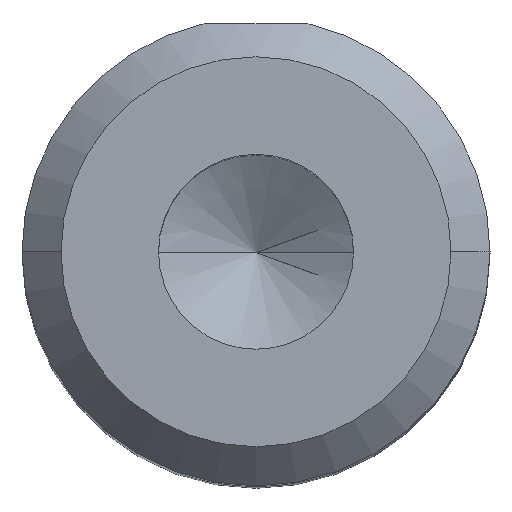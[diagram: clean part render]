
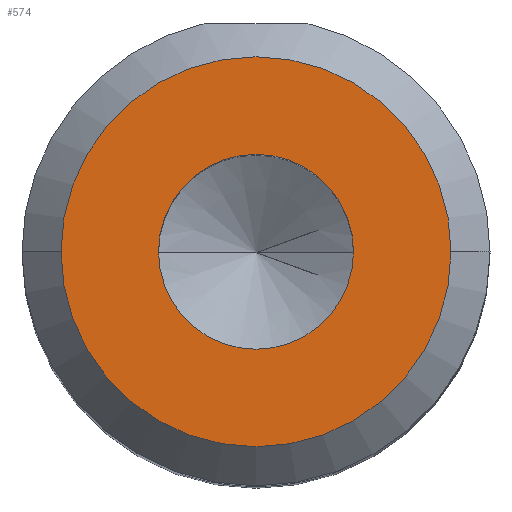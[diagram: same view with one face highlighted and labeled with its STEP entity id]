
A CAD part, top view. The second image highlights one B-rep face of the part: STEP entity #574.
In plain terms, the highlighted planar face has unit normal (0, 0, 1).
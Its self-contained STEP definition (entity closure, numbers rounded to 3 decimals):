
#19 = DIRECTION ( 'NONE',  ( 1., 0., 0. ) ) ;
#33 = AXIS2_PLACEMENT_3D ( 'NONE', #47, #738, #144 ) ;
#47 = CARTESIAN_POINT ( 'NONE',  ( 0., 0., 20. ) ) ;
#77 = CIRCLE ( 'NONE', #673, 2.5 ) ;
#144 = DIRECTION ( 'NONE',  ( 1., 0., 0. ) ) ;
#150 = AXIS2_PLACEMENT_3D ( 'NONE', #948, #1146, #563 ) ;
#159 = CARTESIAN_POINT ( 'NONE',  ( 0., 0., 20. ) ) ;
#166 = PLANE ( 'NONE',  #150 ) ;
#189 = ORIENTED_EDGE ( 'NONE', *, *, #847, .F. ) ;
#265 = DIRECTION ( 'NONE',  ( 1., 0., 0. ) ) ;
#268 = VERTEX_POINT ( 'NONE', #449 ) ;
#289 = CARTESIAN_POINT ( 'NONE',  ( -5., 0., 20. ) ) ;
#305 = AXIS2_PLACEMENT_3D ( 'NONE', #159, #845, #265 ) ;
#311 = CARTESIAN_POINT ( 'NONE',  ( 0., 0., 20. ) ) ;
#412 = DIRECTION ( 'NONE',  ( 1., 0., 0. ) ) ;
#449 = CARTESIAN_POINT ( 'NONE',  ( 2.5, 0., 20. ) ) ;
#486 = EDGE_LOOP ( 'NONE', ( #938, #189 ) ) ;
#517 = CIRCLE ( 'NONE', #33, 5. ) ;
#543 = AXIS2_PLACEMENT_3D ( 'NONE', #311, #991, #412 ) ;
#563 = DIRECTION ( 'NONE',  ( 1., 0., 0. ) ) ;
#574 = ADVANCED_FACE ( 'NONE', ( #698, #926 ), #166, .T. ) ;
#577 = ORIENTED_EDGE ( 'NONE', *, *, #788, .T. ) ;
#586 = ORIENTED_EDGE ( 'NONE', *, *, #1083, .T. ) ;
#603 = DIRECTION ( 'NONE',  ( 0., 0., 1. ) ) ;
#660 = VERTEX_POINT ( 'NONE', #1152 ) ;
#673 = AXIS2_PLACEMENT_3D ( 'NONE', #1186, #603, #19 ) ;
#698 = FACE_OUTER_BOUND ( 'NONE', #858, .T. ) ;
#738 = DIRECTION ( 'NONE',  ( 0., 0., 1. ) ) ;
#746 = CIRCLE ( 'NONE', #305, 2.5 ) ;
#788 = EDGE_CURVE ( 'NONE', #660, #1021, #517, .T. ) ;
#816 = VERTEX_POINT ( 'NONE', #937 ) ;
#829 = CIRCLE ( 'NONE', #543, 5. ) ;
#845 = DIRECTION ( 'NONE',  ( 0., 0., 1. ) ) ;
#847 = EDGE_CURVE ( 'NONE', #816, #268, #746, .T. ) ;
#858 = EDGE_LOOP ( 'NONE', ( #586, #577 ) ) ;
#926 = FACE_BOUND ( 'NONE', #486, .T. ) ;
#937 = CARTESIAN_POINT ( 'NONE',  ( -2.5, 0., 20. ) ) ;
#938 = ORIENTED_EDGE ( 'NONE', *, *, #1090, .F. ) ;
#948 = CARTESIAN_POINT ( 'NONE',  ( 0., 0., 20. ) ) ;
#991 = DIRECTION ( 'NONE',  ( 0., 0., 1. ) ) ;
#1021 = VERTEX_POINT ( 'NONE', #289 ) ;
#1083 = EDGE_CURVE ( 'NONE', #1021, #660, #829, .T. ) ;
#1090 = EDGE_CURVE ( 'NONE', #268, #816, #77, .T. ) ;
#1146 = DIRECTION ( 'NONE',  ( 0., 0., 1. ) ) ;
#1152 = CARTESIAN_POINT ( 'NONE',  ( 5., 0., 20. ) ) ;
#1186 = CARTESIAN_POINT ( 'NONE',  ( 0., 0., 20. ) ) ;
